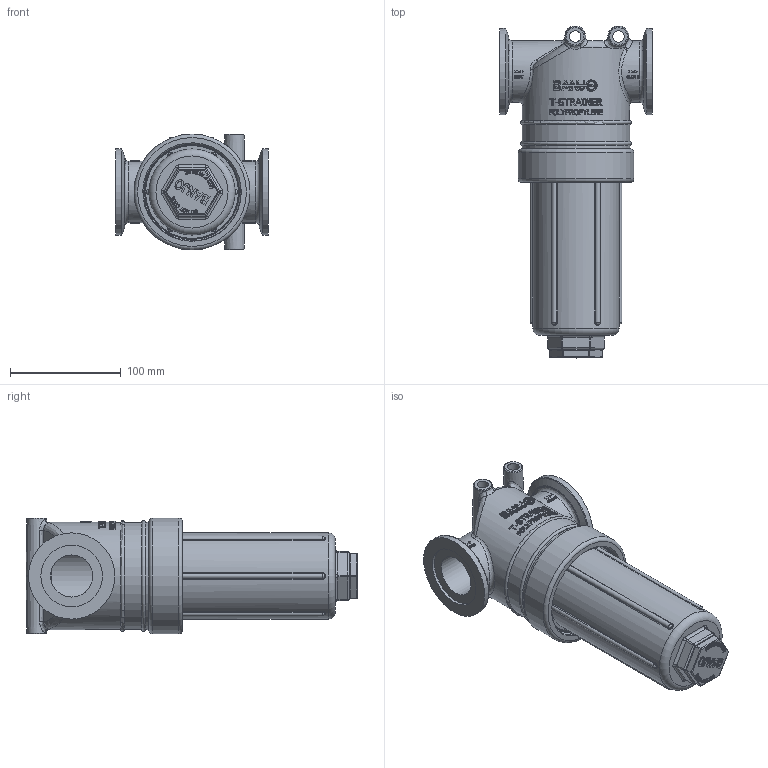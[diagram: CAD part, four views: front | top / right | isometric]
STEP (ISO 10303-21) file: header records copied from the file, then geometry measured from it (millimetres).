
FILE_DESCRIPTION(/* description */ ('2" MANIFOLD T-STRAINER HEAD'),/* implementation_level */ '2;1');
FILE_NAME(/* name */ 'MLST150-16.stp',/* time_stamp */ '2015-05-05T13:54:04-04:00',/* author */ ('areid'),/* organization */ (''),/* preprocessor_version */ 'ST-DEVELOPER v15.6',/* originating_system */ 'Autodesk Inventor 2015',/* authorisation */ '');
FILE_SCHEMA (('AUTOMOTIVE_DESIGN { 1 0 10303 214 3 1 1 }'));
Length unit declared in the file: inch
Products named in the file (8): MLST150-H; LST150-XB; LSQ200-R; LSQ200-PL; LST150-B; LST150-G; LST1516; MLST150-16
Bounding box: 138.18 x 299.94 x 104.65 mm (x, y, z)
Volume: 841801.2 mm3; surface area: 323924 mm2
Topology: 30 solids, 31 shells, 1870 faces, 4884 edges, 3165 vertices
Faces by surface type: plane 987, bspline 523, cylinder 255, torus 55, cone 28, sphere 22
Full cylindrical faces by diameter (mm): 10.319 x2, 19.05 x1, 33.401 x1, 38.1 x2, 45.974 x1, 50.8 x1, 51.054 x1, 55.626 x4, 56.388 x1, 57.404 x1, 57.658 x3, 65.024 x1, 66.548 x1, 72.898 x1, 77.216 x1, 77.787 x1, 77.978 x2, 81.026 x1, 83.82 x6, 96.774 x3, 104.648 x1
Entity records: 110621 total; most frequent: CARTESIAN_POINT 69220, ORIENTED_EDGE 9448, DIRECTION 6729, EDGE_CURVE 4722, VERTEX_POINT 3110, LINE 2573, VECTOR 2573, EDGE_LOOP 2092
